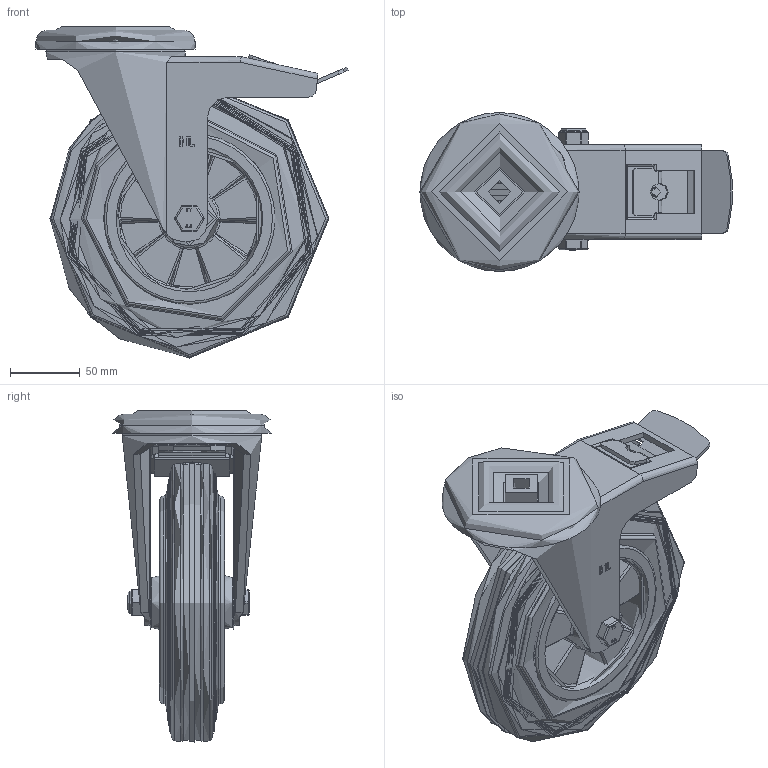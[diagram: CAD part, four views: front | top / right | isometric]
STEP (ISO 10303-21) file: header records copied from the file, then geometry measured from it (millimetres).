
FILE_DESCRIPTION(/* description */ (''),/* implementation_level */ '2;1');
FILE_NAME(/* name */ 'BZMM200GRBBH16SWB.step',/* time_stamp */ '2024-09-30T12:24:11+01:00',/* author */ (''),/* organization */ (''),/* preprocessor_version */ 'ST-DEVELOPER v20',/* originating_system */ 'Autodesk Translation Framework v13.20.0.188',/* authorisation */ '');
FILE_SCHEMA (('AUTOMOTIVE_DESIGN { 1 0 10303 214 3 1 1 }'));
Length unit declared in the file: millimetre
Products named in the file (25): BZMM200GRBBH16SWB; BZMM200ASBH16SWB v1; ZINC PLATED, PRESSED STEEL HEAD; ZINC PLATED, PRESSED STEEL FORKS; ZINC PLATED, PRESSED STEEL BRAKE PEDAL; BRAKE PAD; BRAKE PAD Geometry; BRAKE BOLT; BZH200WGRRB v1; POLYPROPYLENE RIM; POLYPROPYLENE RIM Geometry; CAP; ROLLER BEARING; Pattern; Component1; CAGE; RUBBER TYRE; TUBEM20X60 v1; ZINC PLATED STEEL TUBE; HEXBOLTM12X80Z8.8 v2; GRADE 8.8 ZINC PLATED BOLT; NYLOCM12Z v1; NYLOC NUT; NUT; RUBBER
Assembly tree (31 placements, depth 5):
  BZMM200GRBBH16SWB
    BZMM200ASBH16SWB v1
      ZINC PLATED, PRESSED STEEL HEAD
      ZINC PLATED, PRESSED STEEL FORKS
      ZINC PLATED, PRESSED STEEL BRAKE PEDAL
      BRAKE PAD
        BRAKE PAD Geometry
        BRAKE BOLT
    BZH200WGRRB v1
      POLYPROPYLENE RIM
        POLYPROPYLENE RIM Geometry
        CAP
      ROLLER BEARING
        Pattern
          Component1  x8
        CAGE
      RUBBER TYRE
    TUBEM20X60 v1
      ZINC PLATED STEEL TUBE
    HEXBOLTM12X80Z8.8 v2
      GRADE 8.8 ZINC PLATED BOLT
    NYLOCM12Z v1
      NYLOC NUT
        NUT
        RUBBER
Bounding box: 223.67 x 114 x 238 mm (x, y, z)
Volume: 1260299.3 mm3; surface area: 340188.5 mm2
Topology: 21 solids, 21 shells, 1012 faces, 2541 edges, 1586 vertices
Faces by surface type: plane 343, cylinder 249, bspline 232, torus 65, sphere 64, cone 59
Full cylindrical faces by diameter (mm): 7 x16, 7.5 x8, 8 x1, 9.836 x18, 11.834 x18, 12 x3, 12.2 x2, 12.5 x1, 14 x2, 16.2 x1, 18 x1, 18.5 x1, 19.9 x1, 20 x3, 32.5 x3, 34 x1, 34.9 x1, 35 x1, 41 x3, 47 x1, 52 x1, 74 x1, 92 x1, 100 x1, 104 x1, 114 x1, 118 x2, 123 x2, 152.5 x2, 197.807 x2
Entity records: 85842 total; most frequent: CARTESIAN_POINT 62379, ORIENTED_EDGE 5030, DIRECTION 4417, EDGE_CURVE 2515, AXIS2_PLACEMENT_3D 1713, VERTEX_POINT 1572, EDGE_LOOP 1055, LINE 991
